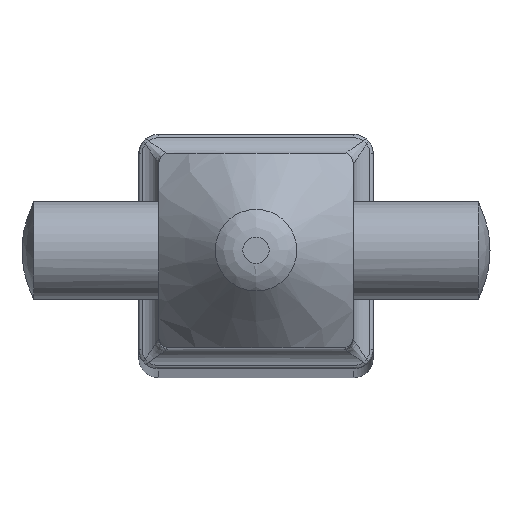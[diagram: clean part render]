
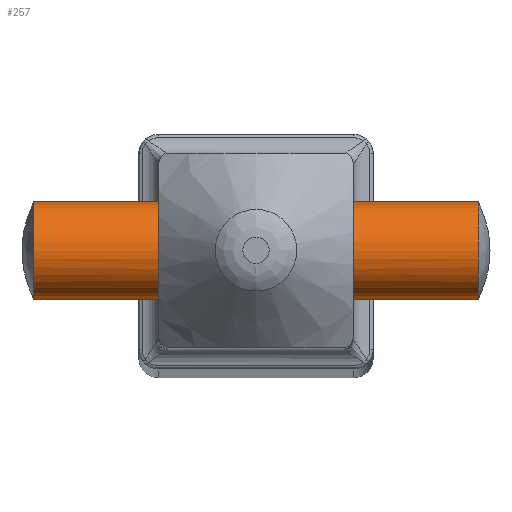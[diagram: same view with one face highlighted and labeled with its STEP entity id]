
A CAD part, top view. The second image highlights one B-rep face of the part: STEP entity #257.
In plain terms, the highlighted cylindrical face has radius 2.5 mm (diameter 5 mm), a full revolution.
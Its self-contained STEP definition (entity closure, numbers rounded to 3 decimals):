
#56=FACE_BOUND('',#362,.T.);
#57=FACE_BOUND('',#363,.T.);
#58=FACE_BOUND('',#364,.T.);
#59=FACE_BOUND('',#365,.T.);
#60=FACE_BOUND('',#366,.T.);
#69=ELLIPSE('',#881,43.693,2.5);
#70=ELLIPSE('',#882,43.693,2.5);
#71=ELLIPSE('',#883,43.693,2.5);
#72=ELLIPSE('',#884,43.693,2.5);
#73=ELLIPSE('',#885,43.693,2.5);
#74=ELLIPSE('',#886,43.693,2.5);
#75=ELLIPSE('',#887,43.693,2.5);
#76=ELLIPSE('',#888,43.693,2.5);
#77=ELLIPSE('',#889,43.693,2.5);
#78=ELLIPSE('',#890,43.693,2.5);
#79=ELLIPSE('',#891,43.693,2.5);
#80=ELLIPSE('',#892,43.693,2.5);
#154=CYLINDRICAL_SURFACE('',#894,2.5);
#257=ADVANCED_FACE('',(#56,#57,#58,#59,#60),#154,.T.);
#362=EDGE_LOOP('',(#569));
#363=EDGE_LOOP('',(#570,#571,#572,#573));
#364=EDGE_LOOP('',(#574,#575,#576,#577));
#365=EDGE_LOOP('',(#578,#579,#580,#581));
#366=EDGE_LOOP('',(#582));
#569=ORIENTED_EDGE('',*,*,#760,.F.);
#570=ORIENTED_EDGE('',*,*,#761,.T.);
#571=ORIENTED_EDGE('',*,*,#762,.T.);
#572=ORIENTED_EDGE('',*,*,#763,.T.);
#573=ORIENTED_EDGE('',*,*,#764,.T.);
#574=ORIENTED_EDGE('',*,*,#765,.T.);
#575=ORIENTED_EDGE('',*,*,#766,.T.);
#576=ORIENTED_EDGE('',*,*,#767,.T.);
#577=ORIENTED_EDGE('',*,*,#768,.T.);
#578=ORIENTED_EDGE('',*,*,#769,.T.);
#579=ORIENTED_EDGE('',*,*,#770,.T.);
#580=ORIENTED_EDGE('',*,*,#771,.T.);
#581=ORIENTED_EDGE('',*,*,#772,.T.);
#582=ORIENTED_EDGE('',*,*,#773,.T.);
#645=VERTEX_POINT('',#1886);
#646=VERTEX_POINT('',#1889);
#647=VERTEX_POINT('',#1890);
#648=VERTEX_POINT('',#1892);
#649=VERTEX_POINT('',#1894);
#650=VERTEX_POINT('',#1897);
#651=VERTEX_POINT('',#1898);
#652=VERTEX_POINT('',#1900);
#653=VERTEX_POINT('',#1902);
#654=VERTEX_POINT('',#1905);
#655=VERTEX_POINT('',#1906);
#656=VERTEX_POINT('',#1908);
#657=VERTEX_POINT('',#1910);
#658=VERTEX_POINT('',#1913);
#760=EDGE_CURVE('',#645,#645,#799,.T.);
#761=EDGE_CURVE('',#646,#647,#69,.T.);
#762=EDGE_CURVE('',#647,#648,#70,.T.);
#763=EDGE_CURVE('',#648,#649,#71,.T.);
#764=EDGE_CURVE('',#649,#646,#72,.T.);
#765=EDGE_CURVE('',#650,#651,#73,.T.);
#766=EDGE_CURVE('',#651,#652,#74,.T.);
#767=EDGE_CURVE('',#652,#653,#75,.T.);
#768=EDGE_CURVE('',#653,#650,#76,.T.);
#769=EDGE_CURVE('',#654,#655,#77,.T.);
#770=EDGE_CURVE('',#655,#656,#78,.T.);
#771=EDGE_CURVE('',#656,#657,#79,.T.);
#772=EDGE_CURVE('',#657,#654,#80,.T.);
#773=EDGE_CURVE('',#658,#658,#800,.T.);
#799=CIRCLE('',#879,2.5);
#800=CIRCLE('',#893,2.5);
#879=AXIS2_PLACEMENT_3D('',#1885,#1050,#1051);
#881=AXIS2_PLACEMENT_3D('',#1888,#1054,#1055);
#882=AXIS2_PLACEMENT_3D('',#1891,#1056,#1057);
#883=AXIS2_PLACEMENT_3D('',#1893,#1058,#1059);
#884=AXIS2_PLACEMENT_3D('',#1895,#1060,#1061);
#885=AXIS2_PLACEMENT_3D('',#1896,#1062,#1063);
#886=AXIS2_PLACEMENT_3D('',#1899,#1064,#1065);
#887=AXIS2_PLACEMENT_3D('',#1901,#1066,#1067);
#888=AXIS2_PLACEMENT_3D('',#1903,#1068,#1069);
#889=AXIS2_PLACEMENT_3D('',#1904,#1070,#1071);
#890=AXIS2_PLACEMENT_3D('',#1907,#1072,#1073);
#891=AXIS2_PLACEMENT_3D('',#1909,#1074,#1075);
#892=AXIS2_PLACEMENT_3D('',#1911,#1076,#1077);
#893=AXIS2_PLACEMENT_3D('',#1912,#1078,#1079);
#894=AXIS2_PLACEMENT_3D('',#1914,#1080,#1081);
#1050=DIRECTION('',(-1.,0.,0.));
#1051=DIRECTION('',(0.,1.,0.));
#1054=DIRECTION('',(-0.057,-0.421,-0.905));
#1055=DIRECTION('',(-0.998,0.024,0.052));
#1056=DIRECTION('',(-0.057,0.994,-0.088));
#1057=DIRECTION('',(0.998,0.057,-0.005));
#1058=DIRECTION('',(0.057,0.994,-0.088));
#1059=DIRECTION('',(-0.998,0.057,-0.005));
#1060=DIRECTION('',(0.057,-0.421,-0.905));
#1061=DIRECTION('',(0.998,0.024,0.052));
#1062=DIRECTION('',(-0.057,0.994,0.088));
#1063=DIRECTION('',(0.998,0.057,0.005));
#1064=DIRECTION('',(-0.057,-0.421,0.905));
#1065=DIRECTION('',(-0.998,0.024,-0.052));
#1066=DIRECTION('',(0.057,-0.421,0.905));
#1067=DIRECTION('',(0.998,0.024,-0.052));
#1068=DIRECTION('',(0.057,0.994,0.088));
#1069=DIRECTION('',(-0.998,0.057,0.005));
#1070=DIRECTION('',(-0.057,-0.574,0.817));
#1071=DIRECTION('',(-0.998,0.033,-0.047));
#1072=DIRECTION('',(-0.057,-0.574,-0.817));
#1073=DIRECTION('',(-0.998,0.033,0.047));
#1074=DIRECTION('',(0.057,-0.574,-0.817));
#1075=DIRECTION('',(0.998,0.033,0.047));
#1076=DIRECTION('',(0.057,-0.574,0.817));
#1077=DIRECTION('',(0.998,0.033,-0.047));
#1078=DIRECTION('',(-1.,0.,0.));
#1079=DIRECTION('',(0.,1.,0.));
#1080=DIRECTION('',(-1.,0.,0.));
#1081=DIRECTION('',(0.,-1.,0.));
#1885=CARTESIAN_POINT('',(-185.189,-15.491,170.883));
#1886=CARTESIAN_POINT('',(-185.189,-12.991,170.883));
#1888=CARTESIAN_POINT('',(-152.758,-15.491,170.883));
#1889=CARTESIAN_POINT('',(-173.819,-16.968,172.901));
#1890=CARTESIAN_POINT('',(-177.819,-16.741,173.048));
#1891=CARTESIAN_POINT('',(-152.758,-15.491,170.883));
#1892=CARTESIAN_POINT('',(-173.819,-16.5,173.171));
#1893=CARTESIAN_POINT('',(-194.88,-15.491,170.883));
#1894=CARTESIAN_POINT('',(-169.819,-16.741,173.048));
#1895=CARTESIAN_POINT('',(-194.88,-15.491,170.883));
#1896=CARTESIAN_POINT('',(-152.758,-15.491,170.883));
#1897=CARTESIAN_POINT('',(-173.819,-16.5,168.596));
#1898=CARTESIAN_POINT('',(-177.819,-16.741,168.718));
#1899=CARTESIAN_POINT('',(-152.758,-15.491,170.883));
#1900=CARTESIAN_POINT('',(-173.819,-16.968,168.866));
#1901=CARTESIAN_POINT('',(-194.88,-15.491,170.883));
#1902=CARTESIAN_POINT('',(-169.819,-16.741,168.718));
#1903=CARTESIAN_POINT('',(-194.88,-15.491,170.883));
#1904=CARTESIAN_POINT('',(-152.758,-15.491,170.883));
#1905=CARTESIAN_POINT('',(-173.819,-13.006,171.153));
#1906=CARTESIAN_POINT('',(-177.819,-12.991,170.883));
#1907=CARTESIAN_POINT('',(-152.758,-15.491,170.883));
#1908=CARTESIAN_POINT('',(-173.819,-13.006,170.614));
#1909=CARTESIAN_POINT('',(-194.88,-15.491,170.883));
#1910=CARTESIAN_POINT('',(-169.819,-12.991,170.883));
#1911=CARTESIAN_POINT('',(-194.88,-15.491,170.883));
#1912=CARTESIAN_POINT('',(-162.449,-15.491,170.883));
#1913=CARTESIAN_POINT('',(-162.449,-12.991,170.883));
#1914=CARTESIAN_POINT('',(-173.819,-15.491,170.883));
